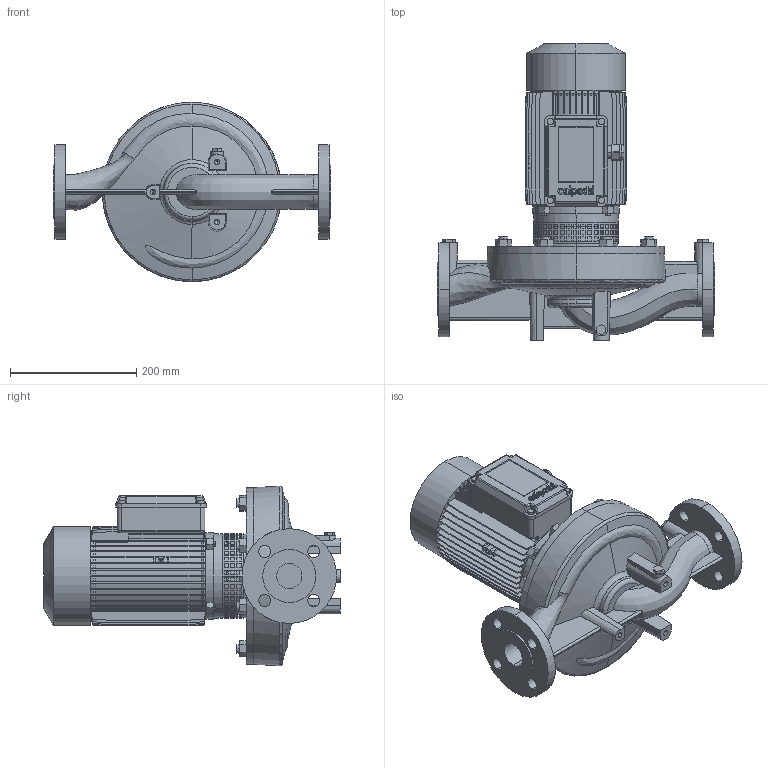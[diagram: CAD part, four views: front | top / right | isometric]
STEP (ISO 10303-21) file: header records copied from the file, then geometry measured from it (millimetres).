
FILE_DESCRIPTION (( 'STEP AP214' ), '1' );
FILE_NAME ('10008165swa00.step', '2019-11-29T16:01:48', ( '' ), ( '' ), 'SwSTEP 2.0', 'SolidWorks 2019', '' );
FILE_SCHEMA (( 'AUTOMOTIVE_DESIGN' ));
Length unit declared in the file: millimetre
Products named in the file (6): 10007570swp00_80 L SZ VER.; 10008165swa00; 10008148swp00_3.66.546_semplificato; 2_66_122_SEMPLIFICATO; 10007670swn00_M20x1.5; Copia (2) di 3.66.710^10008165swa00
Assembly tree (5 placements, depth 2):
  10008165swa00
    10007570swp00_80 L SZ VER.
    10008148swp00_3.66.546_semplificato
    2_66_122_SEMPLIFICATO
    Copia (2) di 3.66.710^10008165swa00
    10007670swn00_M20x1.5
Bounding box: 440 x 470 x 284.37 mm (x, y, z)
Volume: 11233402.9 mm3; surface area: 1057016.1 mm2
Topology: 8 solids, 8 shells, 1926 faces, 5258 edges, 3443 vertices
Faces by surface type: plane 1387, cylinder 263, cone 147, bspline 98, torus 20, sphere 11
Entity records: 67473 total; most frequent: CARTESIAN_POINT 18768, ORIENTED_EDGE 10470, DIRECTION 9302, EDGE_CURVE 5235, VERTEX_POINT 3443, VECTOR 3364, LINE 3364, AXIS2_PLACEMENT_3D 2969
